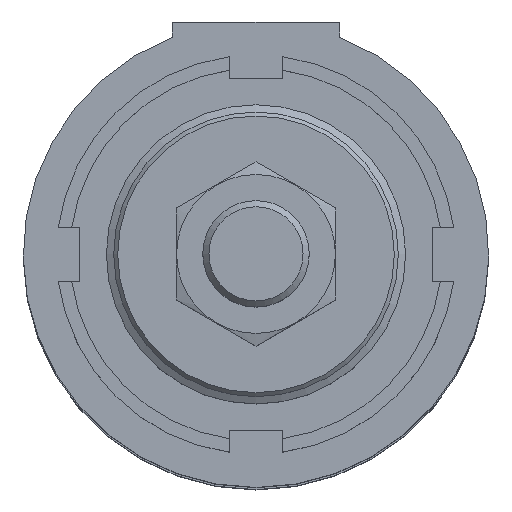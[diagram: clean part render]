
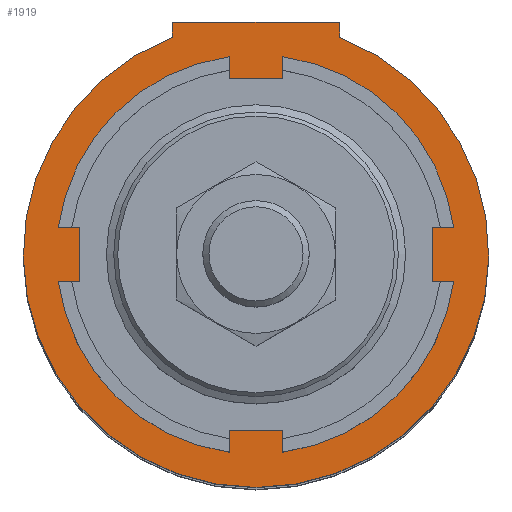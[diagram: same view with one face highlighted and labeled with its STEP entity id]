
A CAD part, top view. The second image highlights one B-rep face of the part: STEP entity #1919.
In plain terms, the highlighted face is planar.
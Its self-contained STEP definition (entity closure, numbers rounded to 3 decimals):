
#110=PLANE('',#2139);
#182=LINE('',#3127,#304);
#186=LINE('',#3141,#308);
#190=LINE('',#3153,#312);
#304=VECTOR('',#2455,1000.);
#308=VECTOR('',#2469,1000.);
#312=VECTOR('',#2481,1000.);
#551=ORIENTED_EDGE('',*,*,#1002,.T.);
#552=ORIENTED_EDGE('',*,*,#1003,.T.);
#553=ORIENTED_EDGE('',*,*,#1007,.F.);
#554=ORIENTED_EDGE('',*,*,#1010,.F.);
#555=ORIENTED_EDGE('',*,*,#1014,.F.);
#556=ORIENTED_EDGE('',*,*,#1017,.F.);
#557=ORIENTED_EDGE('',*,*,#1020,.F.);
#558=ORIENTED_EDGE('',*,*,#1023,.T.);
#559=ORIENTED_EDGE('',*,*,#1026,.F.);
#1002=EDGE_CURVE('',#1244,#1244,#1412,.T.);
#1003=EDGE_CURVE('',#1245,#1246,#1413,.T.);
#1007=EDGE_CURVE('',#1249,#1246,#182,.T.);
#1010=EDGE_CURVE('',#1251,#1249,#1415,.T.);
#1014=EDGE_CURVE('',#1254,#1251,#186,.T.);
#1017=EDGE_CURVE('',#1256,#1254,#1418,.T.);
#1020=EDGE_CURVE('',#1258,#1256,#190,.T.);
#1023=EDGE_CURVE('',#1258,#1260,#1420,.T.);
#1026=EDGE_CURVE('',#1245,#1260,#1422,.T.);
#1244=VERTEX_POINT('',#3116);
#1245=VERTEX_POINT('',#3119);
#1246=VERTEX_POINT('',#3120);
#1249=VERTEX_POINT('',#3128);
#1251=VERTEX_POINT('',#3134);
#1254=VERTEX_POINT('',#3142);
#1256=VERTEX_POINT('',#3148);
#1258=VERTEX_POINT('',#3154);
#1260=VERTEX_POINT('',#3160);
#1412=CIRCLE('',#2117,22.5);
#1413=CIRCLE('',#2119,0.3);
#1415=CIRCLE('',#2123,0.2);
#1418=CIRCLE('',#2128,0.2);
#1420=CIRCLE('',#2132,0.3);
#1422=CIRCLE('',#2135,35.);
#1540=EDGE_LOOP('',(#551));
#1541=EDGE_LOOP('',(#552,#553,#554,#555,#556,#557,#558,#559));
#1716=FACE_BOUND('',#1540,.T.);
#1717=FACE_BOUND('',#1541,.T.);
#1919=ADVANCED_FACE('',(#1716,#1717),#110,.F.);
#2117=AXIS2_PLACEMENT_3D('',#3115,#2443,#2444);
#2119=AXIS2_PLACEMENT_3D('',#3118,#2447,#2448);
#2123=AXIS2_PLACEMENT_3D('',#3133,#2460,#2461);
#2128=AXIS2_PLACEMENT_3D('',#3147,#2474,#2475);
#2132=AXIS2_PLACEMENT_3D('',#3159,#2486,#2487);
#2135=AXIS2_PLACEMENT_3D('',#3165,#2493,#2494);
#2139=AXIS2_PLACEMENT_3D('',#3170,#2501,#2502);
#2443=DIRECTION('',(1.,0.,0.));
#2444=DIRECTION('',(0.,0.,-1.));
#2447=DIRECTION('',(1.,0.,0.));
#2448=DIRECTION('',(0.,0.,-1.));
#2455=DIRECTION('',(0.,-1.,0.));
#2460=DIRECTION('',(1.,0.,0.));
#2461=DIRECTION('',(0.,0.,-1.));
#2469=DIRECTION('',(0.,0.,1.));
#2474=DIRECTION('',(1.,0.,0.));
#2475=DIRECTION('',(0.,0.,-1.));
#2481=DIRECTION('',(0.,1.,0.));
#2486=DIRECTION('',(1.,0.,0.));
#2487=DIRECTION('',(0.,0.,-1.));
#2493=DIRECTION('',(1.,0.,0.));
#2494=DIRECTION('',(0.,0.,-1.));
#2501=DIRECTION('',(1.,0.,0.));
#2502=DIRECTION('',(0.,0.,-1.));
#3115=CARTESIAN_POINT('',(33.,0.,0.));
#3116=CARTESIAN_POINT('',(33.,0.,-22.5));
#3118=CARTESIAN_POINT('',(33.,32.858,12.9));
#3119=CARTESIAN_POINT('',(33.,32.579,12.79));
#3120=CARTESIAN_POINT('',(33.,32.858,12.6));
#3127=CARTESIAN_POINT('',(33.,34.8,12.6));
#3128=CARTESIAN_POINT('',(33.,34.8,12.6));
#3133=CARTESIAN_POINT('',(33.,34.8,12.4));
#3134=CARTESIAN_POINT('',(33.,35.,12.4));
#3141=CARTESIAN_POINT('',(33.,35.,-12.4));
#3142=CARTESIAN_POINT('',(33.,35.,-12.4));
#3147=CARTESIAN_POINT('',(33.,34.8,-12.4));
#3148=CARTESIAN_POINT('',(33.,34.8,-12.6));
#3153=CARTESIAN_POINT('',(33.,32.858,-12.6));
#3154=CARTESIAN_POINT('',(33.,32.858,-12.6));
#3159=CARTESIAN_POINT('',(33.,32.858,-12.9));
#3160=CARTESIAN_POINT('',(33.,32.579,-12.79));
#3165=CARTESIAN_POINT('',(33.,0.,0.));
#3170=CARTESIAN_POINT('',(33.,32.858,12.9));
